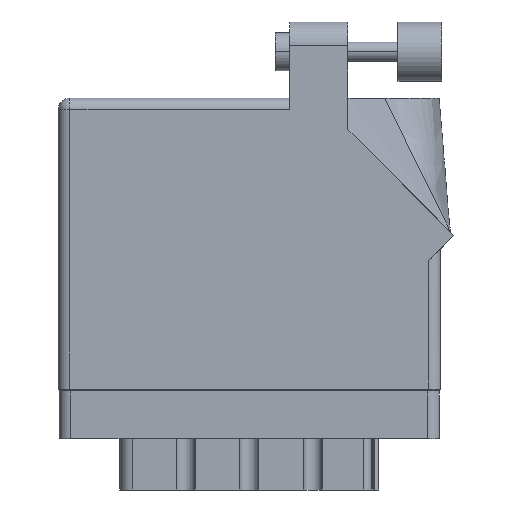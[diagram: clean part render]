
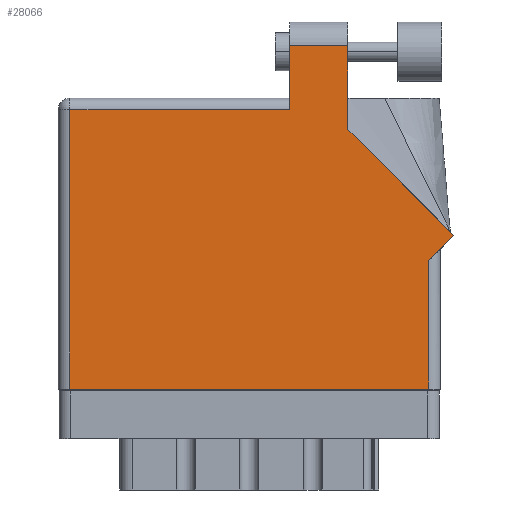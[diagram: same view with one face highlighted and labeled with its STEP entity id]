
A CAD part, front view. The second image highlights one B-rep face of the part: STEP entity #28066.
In plain terms, the highlighted face is planar.
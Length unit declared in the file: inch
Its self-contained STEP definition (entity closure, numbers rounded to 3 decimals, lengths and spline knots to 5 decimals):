
#147 = EDGE_CURVE ( 'NONE', #23579, #4160, #3859, .T. ) ;
#419 = CARTESIAN_POINT ( 'NONE',  ( 1.217, 1.805, 0. ) ) ;
#2335 = EDGE_CURVE ( 'NONE', #40040, #31178, #32500, .T. ) ;
#3859 = LINE ( 'NONE', #9923, #14096 ) ;
#3975 = CARTESIAN_POINT ( 'NONE',  ( 1.217, 1.53, 0. ) ) ;
#4160 = VERTEX_POINT ( 'NONE', #419 ) ;
#4867 = VECTOR ( 'NONE', #25782, 39.37008 ) ;
#5182 = ORIENTED_EDGE ( 'NONE', *, *, #23745, .T. ) ;
#5464 = DIRECTION ( 'NONE',  ( 0., 1., 0. ) ) ;
#6028 = FACE_OUTER_BOUND ( 'NONE', #22432, .T. ) ;
#6148 = VERTEX_POINT ( 'NONE', #37107 ) ;
#7214 = DIRECTION ( 'NONE',  ( -1., 0., 0. ) ) ;
#9019 = LINE ( 'NONE', #14871, #28111 ) ;
#9549 = DIRECTION ( 'NONE',  ( -1., 0., 0. ) ) ;
#9923 = CARTESIAN_POINT ( 'NONE',  ( 1.217, 1.805, 0. ) ) ;
#10045 = EDGE_CURVE ( 'NONE', #22881, #18617, #9019, .T. ) ;
#11200 = ORIENTED_EDGE ( 'NONE', *, *, #147, .T. ) ;
#11360 = EDGE_CURVE ( 'NONE', #18617, #35224, #18060, .T. ) ;
#11603 = DIRECTION ( 'NONE',  ( 0.707, 0.707, 0. ) ) ;
#12594 = LINE ( 'NONE', #27868, #14388 ) ;
#12738 = ORIENTED_EDGE ( 'NONE', *, *, #26707, .T. ) ;
#13829 = CARTESIAN_POINT ( 'NONE',  ( 1.948, 0.675, 0. ) ) ;
#14096 = VECTOR ( 'NONE', #7214, 39.37008 ) ;
#14388 = VECTOR ( 'NONE', #24714, 39.37008 ) ;
#14429 = DIRECTION ( 'NONE',  ( 0., -1., 0. ) ) ;
#14527 = EDGE_CURVE ( 'NONE', #31178, #40897, #37788, .T. ) ;
#14760 = CARTESIAN_POINT ( 'NONE',  ( 2.08071, 0.80771, 0. ) ) ;
#14871 = CARTESIAN_POINT ( 'NONE',  ( 1.948, 0.737, 0. ) ) ;
#15591 = CARTESIAN_POINT ( 'NONE',  ( 0.062, 0., 0. ) ) ;
#16174 = LINE ( 'NONE', #25367, #4867 ) ;
#16236 = ORIENTED_EDGE ( 'NONE', *, *, #10045, .T. ) ;
#16966 = VECTOR ( 'NONE', #11603, 39.37008 ) ;
#17132 = CARTESIAN_POINT ( 'NONE',  ( 1.217, 1.468, 0. ) ) ;
#18060 = LINE ( 'NONE', #40179, #16966 ) ;
#18455 = CARTESIAN_POINT ( 'NONE',  ( 0., 0., 0. ) ) ;
#18617 = VERTEX_POINT ( 'NONE', #13829 ) ;
#18766 = PLANE ( 'NONE',  #21627 ) ;
#21358 = LINE ( 'NONE', #18455, #26909 ) ;
#21627 = AXIS2_PLACEMENT_3D ( 'NONE', #27055, #29392, #35439 ) ;
#21919 = CARTESIAN_POINT ( 'NONE',  ( 0.062, 0., 0. ) ) ;
#22432 = EDGE_LOOP ( 'NONE', ( #12738, #11200, #35345, #36113, #30245, #25474, #16236, #33785, #5182 ) ) ;
#22881 = VERTEX_POINT ( 'NONE', #26568 ) ;
#23552 = VECTOR ( 'NONE', #30917, 39.37008 ) ;
#23579 = VERTEX_POINT ( 'NONE', #24961 ) ;
#23745 = EDGE_CURVE ( 'NONE', #35224, #6148, #16174, .T. ) ;
#24121 = EDGE_CURVE ( 'NONE', #40897, #22881, #21358, .T. ) ;
#24129 = VECTOR ( 'NONE', #14429, 39.37008 ) ;
#24714 = DIRECTION ( 'NONE',  ( 0., 1., 0. ) ) ;
#24961 = CARTESIAN_POINT ( 'NONE',  ( 1.524, 1.805, 0. ) ) ;
#25367 = CARTESIAN_POINT ( 'NONE',  ( 2.08071, 0.80771, 0. ) ) ;
#25474 = ORIENTED_EDGE ( 'NONE', *, *, #24121, .T. ) ;
#25782 = DIRECTION ( 'NONE',  ( -0.707, 0.707, 0. ) ) ;
#26568 = CARTESIAN_POINT ( 'NONE',  ( 1.948, 0., 0. ) ) ;
#26707 = EDGE_CURVE ( 'NONE', #6148, #23579, #12594, .T. ) ;
#26909 = VECTOR ( 'NONE', #30554, 39.37008 ) ;
#27055 = CARTESIAN_POINT ( 'NONE',  ( 0., 1.53, 0. ) ) ;
#27868 = CARTESIAN_POINT ( 'NONE',  ( 1.524, 1.36442, 0. ) ) ;
#28066 = ADVANCED_FACE ( 'NONE', ( #6028 ), #18766, .F. ) ;
#28111 = VECTOR ( 'NONE', #5464, 39.37008 ) ;
#28957 = CARTESIAN_POINT ( 'NONE',  ( 0.062, 1.468, 0. ) ) ;
#29392 = DIRECTION ( 'NONE',  ( 0., 0., -1. ) ) ;
#30245 = ORIENTED_EDGE ( 'NONE', *, *, #14527, .T. ) ;
#30554 = DIRECTION ( 'NONE',  ( 1., 0., 0. ) ) ;
#30917 = DIRECTION ( 'NONE',  ( 0., -1., 0. ) ) ;
#31178 = VERTEX_POINT ( 'NONE', #28957 ) ;
#32032 = VECTOR ( 'NONE', #9549, 39.37008 ) ;
#32500 = LINE ( 'NONE', #32696, #32032 ) ;
#32585 = LINE ( 'NONE', #3975, #24129 ) ;
#32696 = CARTESIAN_POINT ( 'NONE',  ( 0., 1.468, 0. ) ) ;
#33785 = ORIENTED_EDGE ( 'NONE', *, *, #11360, .T. ) ;
#35224 = VERTEX_POINT ( 'NONE', #14760 ) ;
#35345 = ORIENTED_EDGE ( 'NONE', *, *, #37501, .T. ) ;
#35439 = DIRECTION ( 'NONE',  ( -1., 0., 0. ) ) ;
#36113 = ORIENTED_EDGE ( 'NONE', *, *, #2335, .T. ) ;
#37107 = CARTESIAN_POINT ( 'NONE',  ( 1.524, 1.36442, 0. ) ) ;
#37501 = EDGE_CURVE ( 'NONE', #4160, #40040, #32585, .T. ) ;
#37788 = LINE ( 'NONE', #21919, #23552 ) ;
#40040 = VERTEX_POINT ( 'NONE', #17132 ) ;
#40179 = CARTESIAN_POINT ( 'NONE',  ( 2.01, 0.737, 0. ) ) ;
#40897 = VERTEX_POINT ( 'NONE', #15591 ) ;
